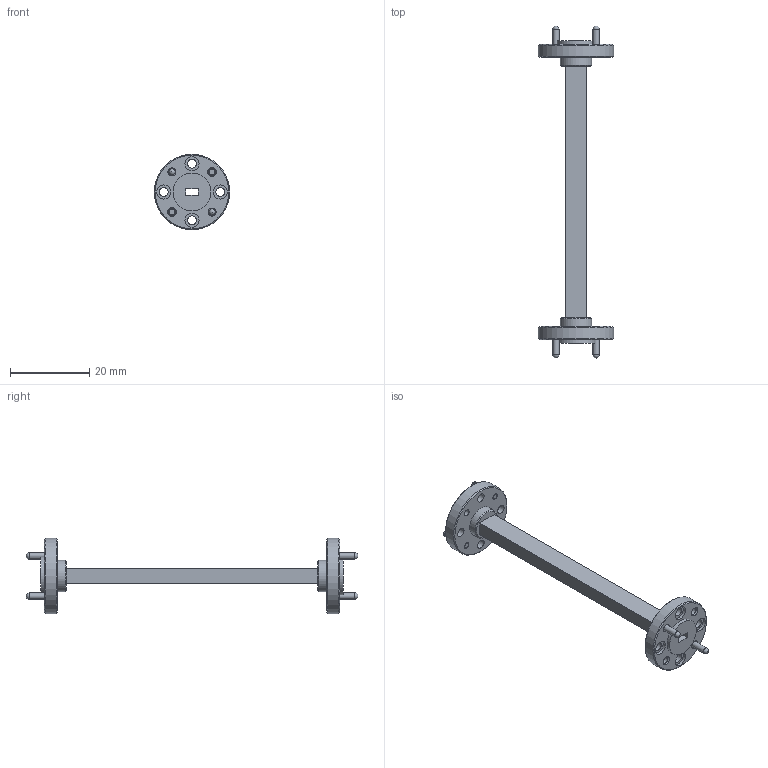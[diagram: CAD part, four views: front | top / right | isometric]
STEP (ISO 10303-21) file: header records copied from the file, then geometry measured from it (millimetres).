
FILE_DESCRIPTION(/* description */ (''),/* implementation_level */ '2;1');
FILE_NAME(/* name */ 'ANY LENGTH STRAIGHT v3.step',/* time_stamp */ '2023-02-02T13:20:33-05:00',/* author */ (''),/* organization */ (''),/* preprocessor_version */ 'ST-DEVELOPER v19.2',/* originating_system */ 'Autodesk Translation Framework v11.17.0.187',/* authorisation */ '');
FILE_SCHEMA (('AUTOMOTIVE_DESIGN { 1 0 10303 214 3 1 1 }'));
Length unit declared in the file: inch
Products named in the file (5): ANY LENGTH STRAIGHT; 387 FLANGE v4; .0605 DIA PIN v2; 387 FLANGE v4 (1); .0605 DIA PIN v2 (1)
Assembly tree (4 placements, depth 3):
  ANY LENGTH STRAIGHT
    387 FLANGE v4
      .0605 DIA PIN v2
    387 FLANGE v4 (1)
      .0605 DIA PIN v2 (1)
Bounding box: 19.05 x 83.67 x 19.05 mm (x, y, z)
Volume: 2873.7 mm3; surface area: 3828.3 mm2
Topology: 5 solids, 5 shells, 108 faces, 226 edges, 146 vertices
Faces by surface type: cylinder 42, plane 36, cone 26, sphere 4
Full cylindrical faces by diameter (mm): 1.308 x4, 1.511 x4, 1.562 x8, 1.702 x4, 2.271 x8, 3.556 x8, 7.925 x2, 9.525 x2, 19.05 x2
Entity records: 3111 total; most frequent: DIRECTION 586, CARTESIAN_POINT 485, ORIENTED_EDGE 444, AXIS2_PLACEMENT_3D 247, EDGE_CURVE 222, EDGE_LOOP 164, VERTEX_POINT 146, CIRCLE 130
